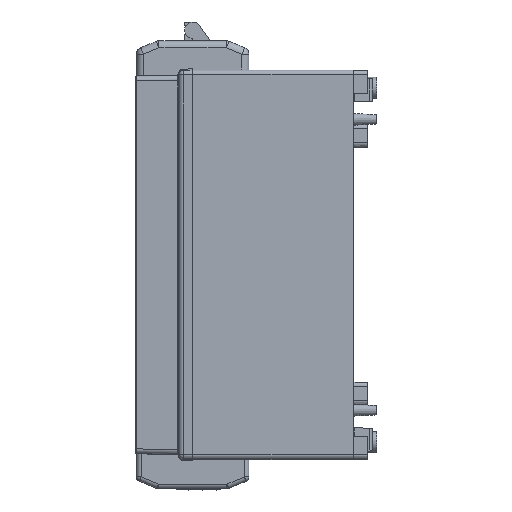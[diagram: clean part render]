
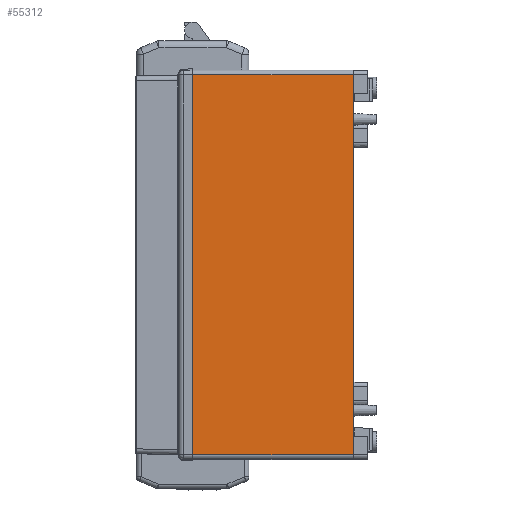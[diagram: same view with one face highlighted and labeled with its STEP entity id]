
A CAD part, left-side view. The second image highlights one B-rep face of the part: STEP entity #55312.
In plain terms, the highlighted planar face has unit normal (-1, 0, 0).
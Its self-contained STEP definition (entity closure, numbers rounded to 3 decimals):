
#2283=PLANE('',#59253);
#5425=FACE_OUTER_BOUND('',#8458,.T.);
#8458=EDGE_LOOP('',(#48715,#48716,#48717,#48718));
#15714=LINE('',#118843,#21219);
#15848=LINE('',#119186,#21353);
#15849=LINE('',#119188,#21354);
#15850=LINE('',#119189,#21355);
#21219=VECTOR('',#70508,1.);
#21353=VECTOR('',#70880,1.);
#21354=VECTOR('',#70881,1.);
#21355=VECTOR('',#70882,1.);
#26770=VERTEX_POINT('',#118239);
#26856=VERTEX_POINT('',#118837);
#26947=VERTEX_POINT('',#119185);
#26948=VERTEX_POINT('',#119187);
#34359=EDGE_CURVE('',#26770,#26856,#15714,.T.);
#34530=EDGE_CURVE('',#26856,#26947,#15848,.T.);
#34531=EDGE_CURVE('',#26947,#26948,#15849,.T.);
#34532=EDGE_CURVE('',#26770,#26948,#15850,.T.);
#48715=ORIENTED_EDGE('',*,*,#34530,.T.);
#48716=ORIENTED_EDGE('',*,*,#34531,.T.);
#48717=ORIENTED_EDGE('',*,*,#34532,.F.);
#48718=ORIENTED_EDGE('',*,*,#34359,.T.);
#55312=ADVANCED_FACE('',(#5425),#2283,.T.);
#59253=AXIS2_PLACEMENT_3D('',#119184,#70878,#70879);
#70508=DIRECTION('',(0.,0.,-1.));
#70878=DIRECTION('center_axis',(-1.,0.,0.));
#70879=DIRECTION('ref_axis',(0.,0.,1.));
#70880=DIRECTION('',(0.,-1.,0.));
#70881=DIRECTION('',(0.,0.,1.));
#70882=DIRECTION('',(0.,-1.,0.));
#118239=CARTESIAN_POINT('',(1275.836,67.144,121.11));
#118837=CARTESIAN_POINT('',(1275.836,67.144,-40.891));
#118843=CARTESIAN_POINT('',(1275.836,67.144,40.11));
#119184=CARTESIAN_POINT('Origin',(1275.836,-1.356,121.11));
#119185=CARTESIAN_POINT('',(1275.836,-1.356,-40.89));
#119186=CARTESIAN_POINT('',(1275.836,-1.356,-40.89));
#119187=CARTESIAN_POINT('',(1275.836,-1.356,121.11));
#119188=CARTESIAN_POINT('',(1275.836,-1.356,40.11));
#119189=CARTESIAN_POINT('',(1275.836,32.894,121.11));
